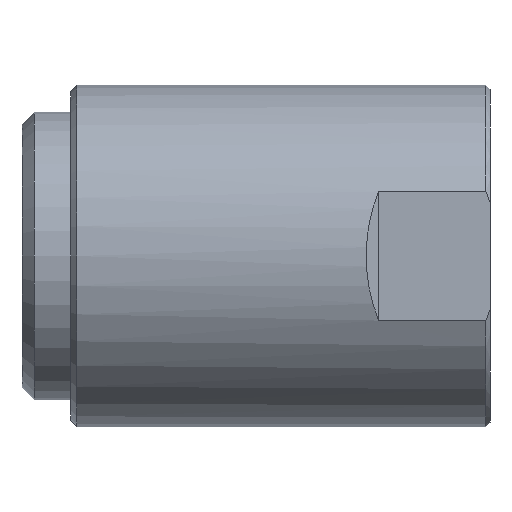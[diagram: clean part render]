
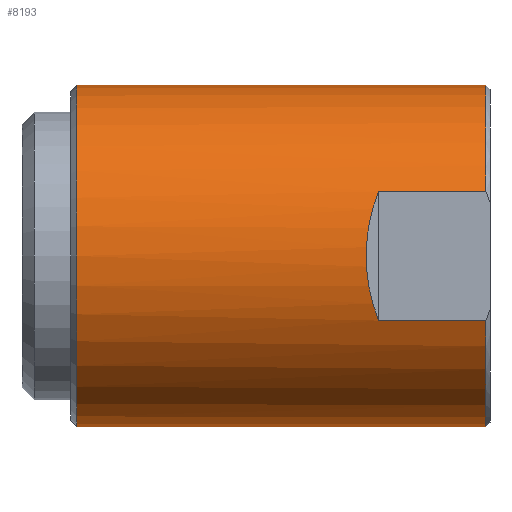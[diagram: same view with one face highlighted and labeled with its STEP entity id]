
A CAD part, front view. The second image highlights one B-rep face of the part: STEP entity #8193.
In plain terms, the highlighted cylindrical face has radius 21.431 mm (diameter 42.862 mm), a partial arc.
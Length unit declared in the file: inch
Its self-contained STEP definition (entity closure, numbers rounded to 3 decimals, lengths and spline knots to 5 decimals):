
#19 = EDGE_CURVE ( 'NONE', #6056, #3559, #8862, .T. ) ;
#600 = CYLINDRICAL_SURFACE ( 'NONE', #12740, 0.84375 ) ;
#613 = DIRECTION ( 'NONE',  ( -1., 0., 0. ) ) ;
#623 = EDGE_CURVE ( 'NONE', #11288, #2559, #7698, .T. ) ;
#649 = EDGE_CURVE ( 'NONE', #9621, #1281, #1120, .T. ) ;
#755 = DIRECTION ( 'NONE',  ( -1., 0., 0. ) ) ;
#1120 = LINE ( 'NONE', #6788, #3915 ) ;
#1281 = VERTEX_POINT ( 'NONE', #11255 ) ;
#1295 = CIRCLE ( 'NONE', #3408, 0.84375 ) ;
#1704 = ORIENTED_EDGE ( 'NONE', *, *, #11435, .F. ) ;
#2016 = ORIENTED_EDGE ( 'NONE', *, *, #5440, .F. ) ;
#2099 = CARTESIAN_POINT ( 'NONE',  ( 1.699, 0., -0.84375 ) ) ;
#2559 = VERTEX_POINT ( 'NONE', #4558 ) ;
#2883 = CARTESIAN_POINT ( 'NONE',  ( 0., 0., 0. ) ) ;
#2888 = DIRECTION ( 'NONE',  ( 0., 0., 1. ) ) ;
#2954 = LINE ( 'NONE', #5533, #14379 ) ;
#3391 =( BOUNDED_CURVE ( )  B_SPLINE_CURVE ( 3, ( #6670, #8066, #8957, #11161 ),
 .UNSPECIFIED., .F., .F. ) 
 B_SPLINE_CURVE_WITH_KNOTS ( ( 4, 4 ),
 ( 5.89508, 6.67129 ),
 .UNSPECIFIED. ) 
 CURVE ( )  GEOMETRIC_REPRESENTATION_ITEM ( )  RATIONAL_B_SPLINE_CURVE ( ( 1., 0.95, 0.95, 1. ) ) 
 REPRESENTATION_ITEM ( '' )  );
#3394 = DIRECTION ( 'NONE',  ( 1., 0., 0. ) ) ;
#3408 = AXIS2_PLACEMENT_3D ( 'NONE', #11739, #613, #9610 ) ;
#3551 = LINE ( 'NONE', #4952, #8995 ) ;
#3559 = VERTEX_POINT ( 'NONE', #13741 ) ;
#3826 = DIRECTION ( 'NONE',  ( -1., 0., 0. ) ) ;
#3841 = DIRECTION ( 'NONE',  ( -1., 0., 0. ) ) ;
#3915 = VECTOR ( 'NONE', #3394, 39.37008 ) ;
#4138 = DIRECTION ( 'NONE',  ( 0., 0., 1. ) ) ;
#4356 = DIRECTION ( 'NONE',  ( -1., 0., 0. ) ) ;
#4558 = CARTESIAN_POINT ( 'NONE',  ( 1.699, 0., 0.84375 ) ) ;
#4952 = CARTESIAN_POINT ( 'NONE',  ( 0., 0., 0.84375 ) ) ;
#5148 = EDGE_CURVE ( 'NONE', #8663, #1281, #1295, .T. ) ;
#5440 = EDGE_CURVE ( 'NONE', #8663, #6056, #5967, .T. ) ;
#5533 = CARTESIAN_POINT ( 'NONE',  ( 0., -0.781, 0.3193 ) ) ;
#5711 = ORIENTED_EDGE ( 'NONE', *, *, #623, .T. ) ;
#5967 = LINE ( 'NONE', #7230, #8153 ) ;
#6056 = VERTEX_POINT ( 'NONE', #10233 ) ;
#6268 = EDGE_CURVE ( 'NONE', #11288, #8021, #2954, .T. ) ;
#6526 = CARTESIAN_POINT ( 'NONE',  ( 1.699, -0.781, 0.3193 ) ) ;
#6670 = CARTESIAN_POINT ( 'NONE',  ( 1.169, -0.781, 0.3193 ) ) ;
#6788 = CARTESIAN_POINT ( 'NONE',  ( 0., -0.781, -0.3193 ) ) ;
#7230 = CARTESIAN_POINT ( 'NONE',  ( 0., 0., -0.84375 ) ) ;
#7240 = DIRECTION ( 'NONE',  ( -1., 0., 0. ) ) ;
#7393 = ORIENTED_EDGE ( 'NONE', *, *, #5148, .T. ) ;
#7698 = CIRCLE ( 'NONE', #13104, 0.84375 ) ;
#8021 = VERTEX_POINT ( 'NONE', #13873 ) ;
#8066 = CARTESIAN_POINT ( 'NONE',  ( 1.08424, -0.86576, 0.11199 ) ) ;
#8153 = VECTOR ( 'NONE', #3826, 39.37008 ) ;
#8193 = ADVANCED_FACE ( 'NONE', ( #13338 ), #600, .T. ) ;
#8663 = VERTEX_POINT ( 'NONE', #2099 ) ;
#8843 = DIRECTION ( 'NONE',  ( 0., 0., 1. ) ) ;
#8862 = CIRCLE ( 'NONE', #12853, 0.84375 ) ;
#8957 = CARTESIAN_POINT ( 'NONE',  ( 1.08424, -0.86576, -0.11199 ) ) ;
#8995 = VECTOR ( 'NONE', #3841, 39.37008 ) ;
#9044 = EDGE_CURVE ( 'NONE', #2559, #3559, #3551, .T. ) ;
#9610 = DIRECTION ( 'NONE',  ( 0., 0., 1. ) ) ;
#9621 = VERTEX_POINT ( 'NONE', #13339 ) ;
#10233 = CARTESIAN_POINT ( 'NONE',  ( -0.3225, 0., -0.84375 ) ) ;
#10766 = DIRECTION ( 'NONE',  ( -1., 0., 0. ) ) ;
#11013 = ORIENTED_EDGE ( 'NONE', *, *, #649, .F. ) ;
#11161 = CARTESIAN_POINT ( 'NONE',  ( 1.169, -0.781, -0.3193 ) ) ;
#11231 = ORIENTED_EDGE ( 'NONE', *, *, #19, .F. ) ;
#11255 = CARTESIAN_POINT ( 'NONE',  ( 1.699, -0.781, -0.3193 ) ) ;
#11288 = VERTEX_POINT ( 'NONE', #6526 ) ;
#11435 = EDGE_CURVE ( 'NONE', #8021, #9621, #3391, .T. ) ;
#11739 = CARTESIAN_POINT ( 'NONE',  ( 1.699, 0., 0. ) ) ;
#11796 = CARTESIAN_POINT ( 'NONE',  ( 1.699, 0., 0. ) ) ;
#12003 = EDGE_LOOP ( 'NONE', ( #2016, #7393, #11013, #1704, #13917, #5711, #13433, #11231 ) ) ;
#12740 = AXIS2_PLACEMENT_3D ( 'NONE', #2883, #7240, #8843 ) ;
#12853 = AXIS2_PLACEMENT_3D ( 'NONE', #14097, #755, #2888 ) ;
#13104 = AXIS2_PLACEMENT_3D ( 'NONE', #11796, #10766, #4138 ) ;
#13338 = FACE_OUTER_BOUND ( 'NONE', #12003, .T. ) ;
#13339 = CARTESIAN_POINT ( 'NONE',  ( 1.169, -0.781, -0.3193 ) ) ;
#13433 = ORIENTED_EDGE ( 'NONE', *, *, #9044, .T. ) ;
#13741 = CARTESIAN_POINT ( 'NONE',  ( -0.3225, 0., 0.84375 ) ) ;
#13873 = CARTESIAN_POINT ( 'NONE',  ( 1.169, -0.781, 0.3193 ) ) ;
#13917 = ORIENTED_EDGE ( 'NONE', *, *, #6268, .F. ) ;
#14097 = CARTESIAN_POINT ( 'NONE',  ( -0.3225, 0., 0. ) ) ;
#14379 = VECTOR ( 'NONE', #4356, 39.37008 ) ;
